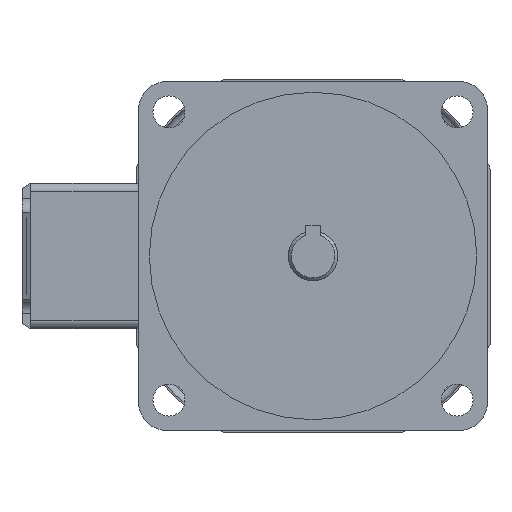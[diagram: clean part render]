
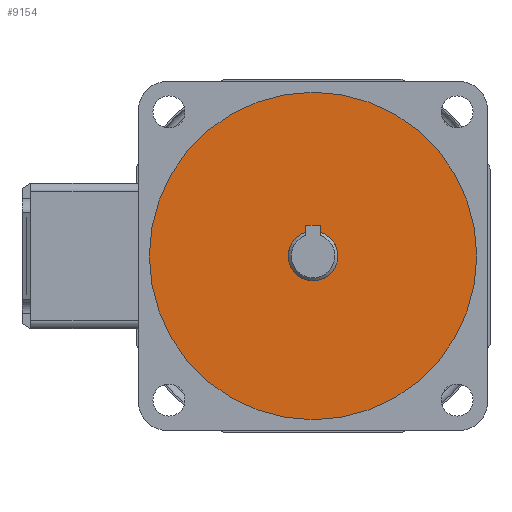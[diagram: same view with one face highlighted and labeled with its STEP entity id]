
A CAD part, front view. The second image highlights one B-rep face of the part: STEP entity #9154.
In plain terms, the highlighted planar face has unit normal (0, -1, 0).
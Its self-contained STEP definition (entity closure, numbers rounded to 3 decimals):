
#666 = ORIENTED_EDGE ( 'NONE', *, *, #18013, .F. ) ;
#1704 = EDGE_CURVE ( 'NONE', #20678, #27352, #10013, .T. ) ;
#3592 = EDGE_LOOP ( 'NONE', ( #18483, #17523 ) ) ;
#4364 = FACE_OUTER_BOUND ( 'NONE', #3592, .T. ) ;
#4689 = CIRCLE ( 'NONE', #20335, 56.25 ) ;
#4980 = DIRECTION ( 'NONE',  ( 0., -1., 0. ) ) ;
#5790 = VERTEX_POINT ( 'NONE', #10261 ) ;
#9154 = ADVANCED_FACE ( 'NONE', ( #4364, #20954 ), #14357, .T. ) ;
#9841 = CARTESIAN_POINT ( 'NONE',  ( 0., -3., 0. ) ) ;
#10013 = CIRCLE ( 'NONE', #27518, 56.25 ) ;
#10100 = DIRECTION ( 'NONE',  ( 0., -1., 0. ) ) ;
#10261 = CARTESIAN_POINT ( 'NONE',  ( 0., -3., 8.5 ) ) ;
#11320 = CIRCLE ( 'NONE', #25472, 8.5 ) ;
#11323 = CARTESIAN_POINT ( 'NONE',  ( 0., -3., 0. ) ) ;
#12036 = DIRECTION ( 'NONE',  ( 0., 0., -1. ) ) ;
#12799 = CARTESIAN_POINT ( 'NONE',  ( 0., -3., 0. ) ) ;
#13322 = EDGE_CURVE ( 'NONE', #27352, #20678, #4689, .T. ) ;
#13510 = DIRECTION ( 'NONE',  ( 0., 0., -1. ) ) ;
#14357 = PLANE ( 'NONE',  #23418 ) ;
#14972 = DIRECTION ( 'NONE',  ( 0., 0., -1. ) ) ;
#16561 = CARTESIAN_POINT ( 'NONE',  ( 0., -3., 0. ) ) ;
#16732 = EDGE_CURVE ( 'NONE', #21035, #5790, #16815, .T. ) ;
#16815 = CIRCLE ( 'NONE', #23979, 8.5 ) ;
#16852 = CARTESIAN_POINT ( 'NONE',  ( 0., -3., 56.25 ) ) ;
#17523 = ORIENTED_EDGE ( 'NONE', *, *, #13322, .T. ) ;
#17982 = CARTESIAN_POINT ( 'NONE',  ( 0., -3., 0. ) ) ;
#18013 = EDGE_CURVE ( 'NONE', #5790, #21035, #11320, .T. ) ;
#18483 = ORIENTED_EDGE ( 'NONE', *, *, #1704, .T. ) ;
#19265 = EDGE_LOOP ( 'NONE', ( #666, #25646 ) ) ;
#19749 = CARTESIAN_POINT ( 'NONE',  ( 0., -3., -56.25 ) ) ;
#20134 = DIRECTION ( 'NONE',  ( 0., 0., -1. ) ) ;
#20335 = AXIS2_PLACEMENT_3D ( 'NONE', #11323, #26423, #13510 ) ;
#20678 = VERTEX_POINT ( 'NONE', #16852 ) ;
#20954 = FACE_BOUND ( 'NONE', #19265, .T. ) ;
#21035 = VERTEX_POINT ( 'NONE', #25364 ) ;
#23418 = AXIS2_PLACEMENT_3D ( 'NONE', #16561, #10100, #25202 ) ;
#23979 = AXIS2_PLACEMENT_3D ( 'NONE', #17982, #4980, #20134 ) ;
#24949 = DIRECTION ( 'NONE',  ( 0., -1., 0. ) ) ;
#25202 = DIRECTION ( 'NONE',  ( 0., 0., -1. ) ) ;
#25364 = CARTESIAN_POINT ( 'NONE',  ( 0., -3., -8.5 ) ) ;
#25472 = AXIS2_PLACEMENT_3D ( 'NONE', #9841, #24949, #12036 ) ;
#25646 = ORIENTED_EDGE ( 'NONE', *, *, #16732, .F. ) ;
#26423 = DIRECTION ( 'NONE',  ( 0., -1., 0. ) ) ;
#27352 = VERTEX_POINT ( 'NONE', #19749 ) ;
#27518 = AXIS2_PLACEMENT_3D ( 'NONE', #12799, #27860, #14972 ) ;
#27860 = DIRECTION ( 'NONE',  ( 0., -1., 0. ) ) ;
